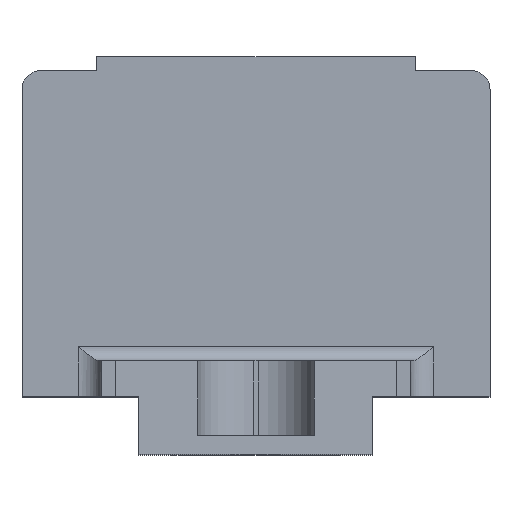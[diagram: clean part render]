
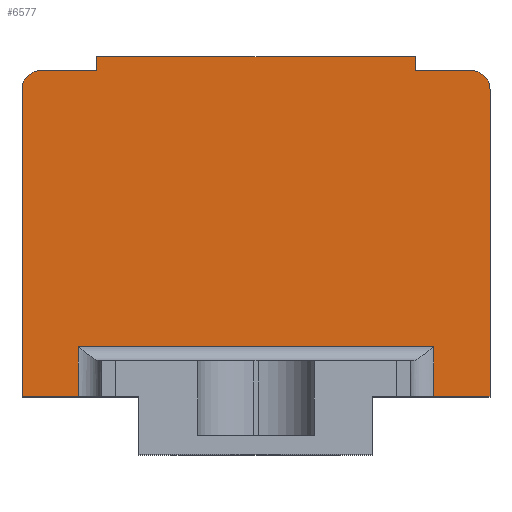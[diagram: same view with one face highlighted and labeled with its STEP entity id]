
A CAD part, top view. The second image highlights one B-rep face of the part: STEP entity #6577.
In plain terms, the highlighted planar face has unit normal (0, 0, 1).
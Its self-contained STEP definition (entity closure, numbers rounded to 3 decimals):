
#1577=DIRECTION('',(0.,1.,0.));
#1578=VECTOR('',#1577,5.29);
#1579=CARTESIAN_POINT('',(19.,6.2,63.1));
#1580=LINE('',#1579,#1578);
#1595=DIRECTION('',(0.,-1.,0.));
#1596=VECTOR('',#1595,32.8);
#1597=CARTESIAN_POINT('',(25.,39.,63.1));
#1598=LINE('',#1597,#1596);
#1599=DIRECTION('',(-1.,0.,0.));
#1600=VECTOR('',#1599,6.);
#1601=CARTESIAN_POINT('',(25.,6.2,63.1));
#1602=LINE('',#1601,#1600);
#1603=DIRECTION('',(-1.,0.,0.));
#1604=VECTOR('',#1603,6.);
#1605=CARTESIAN_POINT('',(-19.,6.2,63.1));
#1606=LINE('',#1605,#1604);
#1607=DIRECTION('',(0.,1.,0.));
#1608=VECTOR('',#1607,32.8);
#1609=CARTESIAN_POINT('',(-25.,6.2,63.1));
#1610=LINE('',#1609,#1608);
#1611=DIRECTION('',(1.,0.,0.));
#1612=VECTOR('',#1611,6.);
#1613=CARTESIAN_POINT('',(-23.,41.,63.1));
#1614=LINE('',#1613,#1612);
#1615=DIRECTION('',(0.,1.,0.));
#1616=VECTOR('',#1615,1.5);
#1617=CARTESIAN_POINT('',(-17.,41.,63.1));
#1618=LINE('',#1617,#1616);
#1619=DIRECTION('',(1.,0.,0.));
#1620=VECTOR('',#1619,34.);
#1621=CARTESIAN_POINT('',(-17.,42.5,63.1));
#1622=LINE('',#1621,#1620);
#1623=DIRECTION('',(0.,-1.,0.));
#1624=VECTOR('',#1623,1.5);
#1625=CARTESIAN_POINT('',(17.,42.5,63.1));
#1626=LINE('',#1625,#1624);
#1627=DIRECTION('',(1.,0.,0.));
#1628=VECTOR('',#1627,6.);
#1629=CARTESIAN_POINT('',(17.,41.,63.1));
#1630=LINE('',#1629,#1628);
#1635=CARTESIAN_POINT('',(23.,39.,63.1));
#1636=DIRECTION('',(0.,0.,1.));
#1637=DIRECTION('',(1.,0.,0.));
#1638=AXIS2_PLACEMENT_3D('',#1635,#1636,#1637);
#1693=CARTESIAN_POINT('',(-23.,39.,63.1));
#1694=DIRECTION('',(0.,0.,1.));
#1695=DIRECTION('',(0.,1.,0.));
#1696=AXIS2_PLACEMENT_3D('',#1693,#1694,#1695);
#1731=DIRECTION('',(0.,1.,0.));
#1732=VECTOR('',#1731,5.29);
#1733=CARTESIAN_POINT('',(-19.,6.2,63.1));
#1734=LINE('',#1733,#1732);
#1769=DIRECTION('',(1.,0.,0.));
#1770=VECTOR('',#1769,38.);
#1771=CARTESIAN_POINT('',(-19.,11.49,63.1));
#1772=LINE('',#1771,#1770);
#3853=CARTESIAN_POINT('',(-17.,42.5,63.1));
#3854=CARTESIAN_POINT('',(17.,42.5,63.1));
#3855=VERTEX_POINT('',#3853);
#3856=VERTEX_POINT('',#3854);
#3861=CARTESIAN_POINT('',(25.,6.2,63.1));
#3863=VERTEX_POINT('',#3861);
#3865=CARTESIAN_POINT('',(-25.,6.2,63.1));
#3867=VERTEX_POINT('',#3865);
#4033=CARTESIAN_POINT('',(19.,6.2,63.1));
#4034=VERTEX_POINT('',#4033);
#4039=CARTESIAN_POINT('',(-19.,6.2,63.1));
#4040=VERTEX_POINT('',#4039);
#4045=CARTESIAN_POINT('',(-19.,11.49,63.1));
#4046=CARTESIAN_POINT('',(19.,11.49,63.1));
#4047=VERTEX_POINT('',#4045);
#4048=VERTEX_POINT('',#4046);
#4149=CARTESIAN_POINT('',(-17.,41.,63.1));
#4150=VERTEX_POINT('',#4149);
#4151=CARTESIAN_POINT('',(17.,41.,63.1));
#4152=VERTEX_POINT('',#4151);
#4158=CARTESIAN_POINT('',(25.,39.,63.1));
#4160=VERTEX_POINT('',#4158);
#4161=CARTESIAN_POINT('',(23.,41.,63.1));
#4162=VERTEX_POINT('',#4161);
#4166=CARTESIAN_POINT('',(-23.,41.,63.1));
#4168=VERTEX_POINT('',#4166);
#4169=CARTESIAN_POINT('',(-25.,39.,63.1));
#4170=VERTEX_POINT('',#4169);
#6543=CARTESIAN_POINT('',(0.,0.,63.1));
#6544=DIRECTION('',(0.,0.,-1.));
#6545=DIRECTION('',(-1.,0.,0.));
#6546=AXIS2_PLACEMENT_3D('',#6543,#6544,#6545);
#6547=PLANE('',#6546);
#6549=ORIENTED_EDGE('',*,*,#6548,.F.);
#6551=ORIENTED_EDGE('',*,*,#6550,.T.);
#6553=ORIENTED_EDGE('',*,*,#6552,.T.);
#6554=ORIENTED_EDGE('',*,*,#6532,.T.);
#6556=ORIENTED_EDGE('',*,*,#6555,.F.);
#6558=ORIENTED_EDGE('',*,*,#6557,.F.);
#6560=ORIENTED_EDGE('',*,*,#6559,.T.);
#6562=ORIENTED_EDGE('',*,*,#6561,.T.);
#6564=ORIENTED_EDGE('',*,*,#6563,.F.);
#6566=ORIENTED_EDGE('',*,*,#6565,.T.);
#6568=ORIENTED_EDGE('',*,*,#6567,.T.);
#6570=ORIENTED_EDGE('',*,*,#6569,.T.);
#6572=ORIENTED_EDGE('',*,*,#6571,.T.);
#6574=ORIENTED_EDGE('',*,*,#6573,.T.);
#6575=EDGE_LOOP('',(#6549,#6551,#6553,#6554,#6556,#6558,#6560,#6562,#6564,#6566,
#6568,#6570,#6572,#6574));
#6576=FACE_OUTER_BOUND('',#6575,.F.);
#6577=ADVANCED_FACE('',(#6576),#6547,.F.);
#1639=CIRCLE('',#1638,2.);
#1697=CIRCLE('',#1696,2.);
#6532=EDGE_CURVE('',#4034,#4048,#1580,.T.);
#6548=EDGE_CURVE('',#4160,#4162,#1639,.T.);
#6550=EDGE_CURVE('',#4160,#3863,#1598,.T.);
#6552=EDGE_CURVE('',#3863,#4034,#1602,.T.);
#6555=EDGE_CURVE('',#4047,#4048,#1772,.T.);
#6557=EDGE_CURVE('',#4040,#4047,#1734,.T.);
#6559=EDGE_CURVE('',#4040,#3867,#1606,.T.);
#6561=EDGE_CURVE('',#3867,#4170,#1610,.T.);
#6563=EDGE_CURVE('',#4168,#4170,#1697,.T.);
#6565=EDGE_CURVE('',#4168,#4150,#1614,.T.);
#6567=EDGE_CURVE('',#4150,#3855,#1618,.T.);
#6569=EDGE_CURVE('',#3855,#3856,#1622,.T.);
#6571=EDGE_CURVE('',#3856,#4152,#1626,.T.);
#6573=EDGE_CURVE('',#4152,#4162,#1630,.T.);
